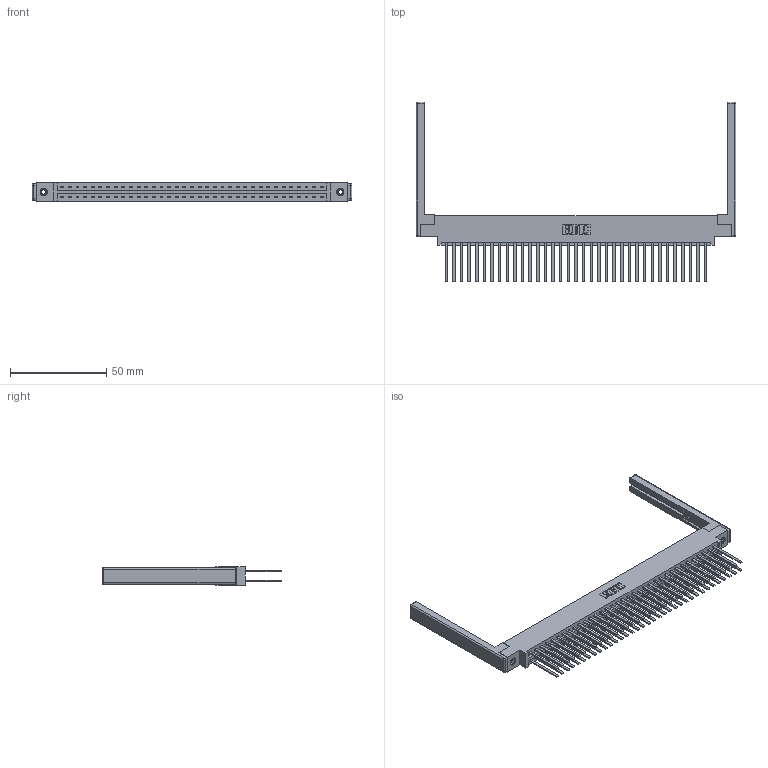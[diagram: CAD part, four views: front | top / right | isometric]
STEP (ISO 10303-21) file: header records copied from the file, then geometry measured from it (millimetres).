
FILE_DESCRIPTION (( 'STEP AP203' ), '1' );
FILE_NAME ('387-070-544-868.STEP', '2019-10-21T22:48:13', ( '' ), ( '' ), 'SwSTEP 2.0', 'SolidWorks 2016', '' );
FILE_SCHEMA (( 'CONFIG_CONTROL_DESIGN' ));
Length unit declared in the file: inch
Products named in the file (5): 387-070-544-868; 345-250-001_345-250-001-102; 307-220-068; 345-292-001_345-293-144; 337 Part_0.170 Offset - 0.156 Dia-TI
Assembly tree (75 placements, depth 2):
  387-070-544-868
    337 Part_0.170 Offset - 0.156 Dia-TI
    345-292-001_345-293-144  x70
    345-250-001_345-250-001-102  x2
    307-220-068  x2
Bounding box: 166.12 x 93.35 x 9.4 mm (x, y, z)
Volume: 22662 mm3; surface area: 27942.2 mm2
Topology: 75 solids, 75 shells, 3632 faces, 10723 edges, 7034 vertices
Faces by surface type: plane 2542, cylinder 1066, cone 12, sphere 8, torus 4
Entity records: 30750 total; most frequent: CARTESIAN_POINT 5151, ORIENTED_EDGE 5076, DIRECTION 4460, EDGE_CURVE 2538, VECTOR 2364, LINE 2364, VERTEX_POINT 1682, AXIS2_PLACEMENT_3D 1048
